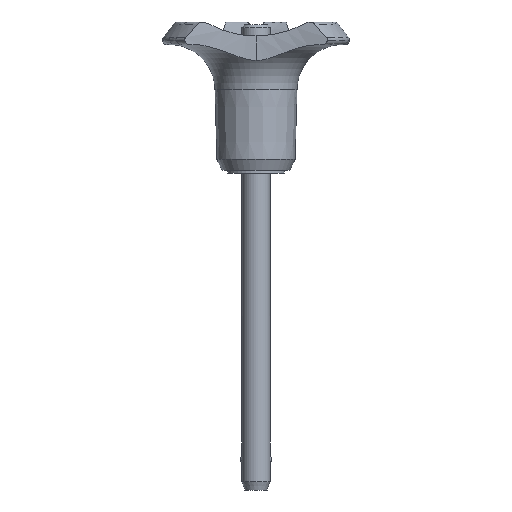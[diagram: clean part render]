
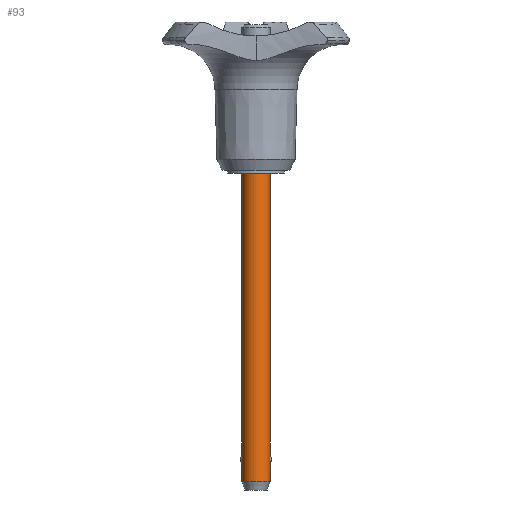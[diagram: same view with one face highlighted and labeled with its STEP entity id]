
A CAD part, front view. The second image highlights one B-rep face of the part: STEP entity #93.
In plain terms, the highlighted cylindrical face has radius 2.5 mm (diameter 5 mm), a partial arc.
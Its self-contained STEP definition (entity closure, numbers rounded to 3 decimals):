
#93=ADVANCED_FACE('',(#224),#225,.T.);
#224=FACE_OUTER_BOUND('',#395,.T.);
#225=CYLINDRICAL_SURFACE('',#396,2.5);
#395=EDGE_LOOP('',(#613,#614,#615,#616,#617,#618,#619,#620,#621));
#396=AXIS2_PLACEMENT_3D('',#622,#623,#624);
#613=ORIENTED_EDGE('',*,*,#1070,.F.);
#614=ORIENTED_EDGE('',*,*,#1071,.F.);
#615=ORIENTED_EDGE('',*,*,#1072,.F.);
#616=ORIENTED_EDGE('',*,*,#1073,.T.);
#617=ORIENTED_EDGE('',*,*,#1074,.F.);
#618=ORIENTED_EDGE('',*,*,#1075,.T.);
#619=ORIENTED_EDGE('',*,*,#1076,.F.);
#620=ORIENTED_EDGE('',*,*,#1077,.T.);
#621=ORIENTED_EDGE('',*,*,#1078,.T.);
#622=CARTESIAN_POINT('',(0.0,0.0,-28.0));
#623=DIRECTION('',(0.0,0.0,-1.0));
#624=DIRECTION('',(1.0,0.0,0.0));
#1070=EDGE_CURVE('',#1297,#1298,#1299,.T.);
#1071=EDGE_CURVE('',#1300,#1297,#1301,.T.);
#1072=EDGE_CURVE('',#1302,#1300,#1303,.T.);
#1073=EDGE_CURVE('',#1302,#1304,#1305,.T.);
#1074=EDGE_CURVE('',#1306,#1304,#1307,.T.);
#1075=EDGE_CURVE('',#1306,#1308,#1309,.T.);
#1076=EDGE_CURVE('',#1310,#1308,#1311,.T.);
#1077=EDGE_CURVE('',#1310,#1312,#1313,.T.);
#1078=EDGE_CURVE('',#1312,#1298,#1314,.T.);
#1297=VERTEX_POINT('',#1900);
#1298=VERTEX_POINT('',#1901);
#1299=LINE('',#1902,#1903);
#1300=VERTEX_POINT('',#1904);
#1301=CIRCLE('',#1905,2.5);
#1302=VERTEX_POINT('',#1906);
#1303=LINE('',#1907,#1908);
#1304=VERTEX_POINT('',#1909);
#1305=B_SPLINE_CURVE_WITH_KNOTS('',3,(#1910,#1911,#1912,#1913,#1914,#1915,#1916,#1917,#1918,#1919,#1920,#1921,#1922,#1923,#1924,#1925,#1926,#1927,#1928,#1929,#1930,#1931,#1932,#1933,#1934,#1935),.UNSPECIFIED.,.F.,.F.,(4,2,2,2,2,2,2,2,2,2,2,2,4),(0.885,1.044,1.202,1.294,1.387,1.579,1.771,1.963,2.155,2.247,2.339,2.498,2.656),.UNSPECIFIED.);
#1306=VERTEX_POINT('',#1936);
#1307=LINE('',#1937,#1938);
#1308=VERTEX_POINT('',#1939);
#1309=CIRCLE('',#1940,2.5);
#1310=VERTEX_POINT('',#1941);
#1311=LINE('',#1942,#1943);
#1312=VERTEX_POINT('',#1944);
#1313=B_SPLINE_CURVE_WITH_KNOTS('',3,(#1945,#1946,#1947,#1948,#1949,#1950,#1951,#1952,#1953,#1954,#1955,#1956,#1957,#1958),.UNSPECIFIED.,.F.,.F.,(4,2,2,2,2,2,4),(2.656,2.814,2.972,3.065,3.157,3.349,3.541),.UNSPECIFIED.);
#1314=B_SPLINE_CURVE_WITH_KNOTS('',3,(#1959,#1960,#1961,#1962,#1963,#1964,#1965,#1966,#1967,#1968,#1969,#1970,#1971,#1972),.UNSPECIFIED.,.F.,.F.,(4,2,2,2,2,2,4),(0.0,0.192,0.384,0.476,0.569,0.727,0.885),.UNSPECIFIED.);
#1900=CARTESIAN_POINT('',(2.5,0.,0.));
#1901=CARTESIAN_POINT('',(2.5,0.,-50.0));
#1902=CARTESIAN_POINT('',(2.5,0.,-28.0));
#1903=VECTOR('',#2632,1.0);
#1904=CARTESIAN_POINT('',(-2.5,0.,0.));
#1905=AXIS2_PLACEMENT_3D('',#2633,#2634,#2635);
#1906=CARTESIAN_POINT('',(-2.5,0.,-50.0));
#1907=CARTESIAN_POINT('',(-2.5,0.,-28.0));
#1908=VECTOR('',#2636,1.0);
#1909=CARTESIAN_POINT('',(-2.5,0.,-51.118));
#1910=CARTESIAN_POINT('',(-2.5,0.,-50.0));
#1911=CARTESIAN_POINT('',(-2.5,-0.053,-50.0));
#1912=CARTESIAN_POINT('',(-2.498,-0.11,-50.006));
#1913=CARTESIAN_POINT('',(-2.491,-0.221,-50.034));
#1914=CARTESIAN_POINT('',(-2.485,-0.274,-50.055));
#1915=CARTESIAN_POINT('',(-2.476,-0.347,-50.094));
#1916=CARTESIAN_POINT('',(-2.472,-0.376,-50.112));
#1917=CARTESIAN_POINT('',(-2.463,-0.429,-50.152));
#1918=CARTESIAN_POINT('',(-2.459,-0.454,-50.175));
#1919=CARTESIAN_POINT('',(-2.446,-0.518,-50.244));
#1920=CARTESIAN_POINT('',(-2.437,-0.556,-50.301));
#1921=CARTESIAN_POINT('',(-2.425,-0.607,-50.427));
#1922=CARTESIAN_POINT('',(-2.422,-0.62,-50.495));
#1923=CARTESIAN_POINT('',(-2.422,-0.62,-50.623));
#1924=CARTESIAN_POINT('',(-2.425,-0.607,-50.691));
#1925=CARTESIAN_POINT('',(-2.437,-0.556,-50.817));
#1926=CARTESIAN_POINT('',(-2.446,-0.518,-50.874));
#1927=CARTESIAN_POINT('',(-2.459,-0.454,-50.943));
#1928=CARTESIAN_POINT('',(-2.463,-0.429,-50.966));
#1929=CARTESIAN_POINT('',(-2.472,-0.376,-51.006));
#1930=CARTESIAN_POINT('',(-2.476,-0.347,-51.024));
#1931=CARTESIAN_POINT('',(-2.485,-0.274,-51.063));
#1932=CARTESIAN_POINT('',(-2.491,-0.221,-51.084));
#1933=CARTESIAN_POINT('',(-2.498,-0.11,-51.112));
#1934=CARTESIAN_POINT('',(-2.5,-0.053,-51.118));
#1935=CARTESIAN_POINT('',(-2.5,0.,-51.118));
#1936=CARTESIAN_POINT('',(-2.5,0.,-54.5));
#1937=CARTESIAN_POINT('',(-2.5,0.,-28.0));
#1938=VECTOR('',#2637,1.0);
#1939=CARTESIAN_POINT('',(2.5,0.,-54.5));
#1940=AXIS2_PLACEMENT_3D('',#2638,#2639,#2640);
#1941=CARTESIAN_POINT('',(2.5,0.,-51.118));
#1942=CARTESIAN_POINT('',(2.5,0.,-28.0));
#1943=VECTOR('',#2641,1.0);
#1944=CARTESIAN_POINT('',(2.422,-0.62,-50.559));
#1945=CARTESIAN_POINT('',(2.5,0.,-51.118));
#1946=CARTESIAN_POINT('',(2.5,-0.053,-51.118));
#1947=CARTESIAN_POINT('',(2.498,-0.11,-51.112));
#1948=CARTESIAN_POINT('',(2.491,-0.221,-51.084));
#1949=CARTESIAN_POINT('',(2.485,-0.274,-51.063));
#1950=CARTESIAN_POINT('',(2.476,-0.347,-51.024));
#1951=CARTESIAN_POINT('',(2.472,-0.376,-51.006));
#1952=CARTESIAN_POINT('',(2.463,-0.429,-50.966));
#1953=CARTESIAN_POINT('',(2.459,-0.454,-50.943));
#1954=CARTESIAN_POINT('',(2.446,-0.518,-50.874));
#1955=CARTESIAN_POINT('',(2.437,-0.556,-50.817));
#1956=CARTESIAN_POINT('',(2.425,-0.607,-50.691));
#1957=CARTESIAN_POINT('',(2.422,-0.62,-50.623));
#1958=CARTESIAN_POINT('',(2.422,-0.62,-50.559));
#1959=CARTESIAN_POINT('',(2.422,-0.62,-50.559));
#1960=CARTESIAN_POINT('',(2.422,-0.62,-50.495));
#1961=CARTESIAN_POINT('',(2.425,-0.607,-50.427));
#1962=CARTESIAN_POINT('',(2.437,-0.556,-50.301));
#1963=CARTESIAN_POINT('',(2.446,-0.518,-50.244));
#1964=CARTESIAN_POINT('',(2.459,-0.454,-50.175));
#1965=CARTESIAN_POINT('',(2.463,-0.429,-50.152));
#1966=CARTESIAN_POINT('',(2.472,-0.376,-50.112));
#1967=CARTESIAN_POINT('',(2.476,-0.347,-50.094));
#1968=CARTESIAN_POINT('',(2.485,-0.274,-50.055));
#1969=CARTESIAN_POINT('',(2.491,-0.221,-50.034));
#1970=CARTESIAN_POINT('',(2.498,-0.11,-50.006));
#1971=CARTESIAN_POINT('',(2.5,-0.053,-50.0));
#1972=CARTESIAN_POINT('',(2.5,0.,-50.0));
#2632=DIRECTION('',(0.0,0.0,-1.0));
#2633=CARTESIAN_POINT('',(0.0,0.0,0.0));
#2634=DIRECTION('',(-0.0,0.,1.0));
#2635=DIRECTION('',(1.0,0.0,0.0));
#2636=DIRECTION('',(-0.0,-0.0,1.0));
#2637=DIRECTION('',(-0.0,-0.0,1.0));
#2638=CARTESIAN_POINT('',(0.0,0.0,-54.5));
#2639=DIRECTION('',(-0.0,0.0,1.0));
#2640=DIRECTION('',(1.0,0.0,0.0));
#2641=DIRECTION('',(0.0,0.0,-1.0));
